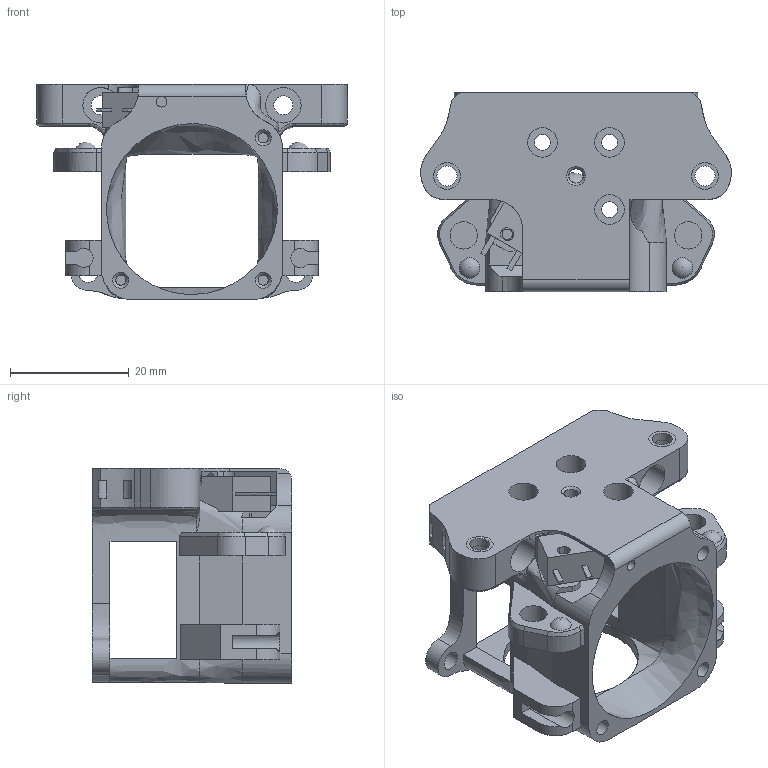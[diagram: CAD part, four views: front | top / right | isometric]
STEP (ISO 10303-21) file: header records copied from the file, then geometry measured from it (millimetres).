
FILE_DESCRIPTION(/* description */ (''),/* implementation_level */ '2;1');
FILE_NAME(/* name */ 'MantisPlusLGXLiteSensor v15.step',/* time_stamp */ '2022-01-25T10:16:23+01:00',/* author */ (''),/* organization */ (''),/* preprocessor_version */ 'ST-DEVELOPER v18.1',/* originating_system */ 'Autodesk Translation Framework v10.13.0.1454',/* authorisation */ '');
FILE_SCHEMA (('AUTOMOTIVE_DESIGN { 1 0 10303 214 3 1 1 }'));
Length unit declared in the file: millimetre
Products named in the file (4): MantisPlusLGXLiteSensor; Carriage; Omron_D2F_Bottom(Mirror) (2); SteelBall (1)(Mirror) (2)
Assembly tree (3 placements, depth 4):
  MantisPlusLGXLiteSensor
    Carriage
      Omron_D2F_Bottom(Mirror) (2)
        SteelBall (1)(Mirror) (2)
Bounding box: 52.37 x 33.65 x 36.25 mm (x, y, z)
Volume: 16243.6 mm3; surface area: 11842.2 mm2
Topology: 4 solids, 5 shells, 255 faces, 692 edges, 453 vertices
Faces by surface type: plane 140, cylinder 66, bspline 37, cone 8, sphere 4
Full cylindrical faces by diameter (mm): 1.75 x1, 1.8 x1, 2 x1, 2.4 x2, 2.7 x6, 3.2 x4, 3.4 x2, 4 x1, 4.5 x2, 4.6 x2, 5 x3, 6 x2, 7.4 x1
Entity records: 12249 total; most frequent: CARTESIAN_POINT 5822, ORIENTED_EDGE 1370, DIRECTION 1170, EDGE_CURVE 685, VERTEX_POINT 453, AXIS2_PLACEMENT_3D 395, LINE 380, VECTOR 380
